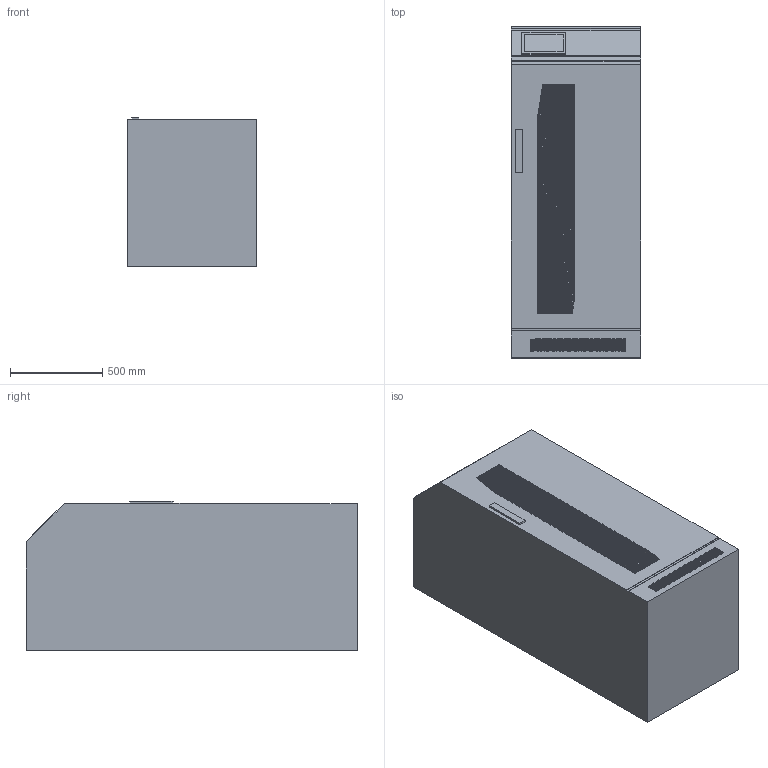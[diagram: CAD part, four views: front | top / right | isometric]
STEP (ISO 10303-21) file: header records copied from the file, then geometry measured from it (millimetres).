
FILE_DESCRIPTION (( 'STEP AP203' ), '1' );
FILE_NAME ('MPOB-010-3-00-T.STEP', '2023-10-06T08:18:17', ( '' ), ( '' ), 'SwSTEP 2.0', 'SolidWorks 2022', '' );
FILE_SCHEMA (( 'CONFIG_CONTROL_DESIGN' ));
Length unit declared in the file: millimetre
Products named in the file (1): MPOB-010-3-00-T
Bounding box: 700 x 1800 x 810 mm (x, y, z)
Volume: 992560029.8 mm3; surface area: 6507870.7 mm2
Topology: 1 solids, 1 shells, 467 faces, 1128 edges, 752 vertices
Faces by surface type: plane 467
Entity records: 13399 total; most frequent: CARTESIAN_POINT 2348, ORIENTED_EDGE 2256, DIRECTION 2064, EDGE_CURVE 1128, VECTOR 1128, LINE 1128, VERTEX_POINT 752, EDGE_LOOP 556
